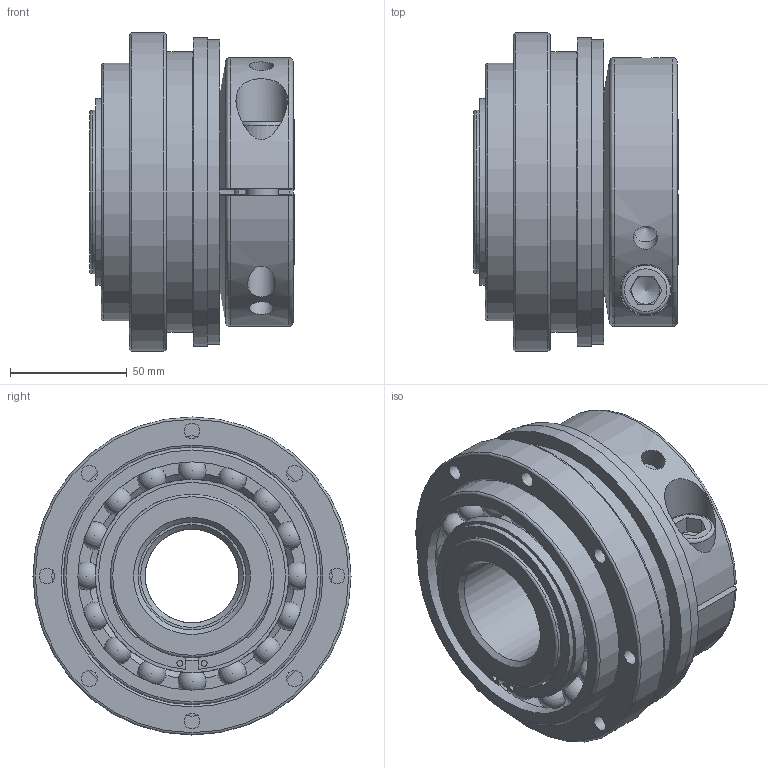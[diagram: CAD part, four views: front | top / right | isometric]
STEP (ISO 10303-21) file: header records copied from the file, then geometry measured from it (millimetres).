
FILE_DESCRIPTION( ( 'Unknown' ), '1' );
FILE_NAME( 'SKB 800.stp', 'Unknown', ( 'Unknown' ), ( 'Unknown' ), 'PSStep 10.1', 'Unknown', ' ' );
FILE_SCHEMA( ( 'AUTOMOTIVE_DESIGN { 1 0 10303 214 1 1 1 1 }' ) );
Length unit declared in the file: millimetre
Products named in the file (1): SKB 700
Bounding box: 87.5 x 136 x 136 mm (x, y, z)
Volume: 765801.6 mm3; surface area: 134377.5 mm2
Topology: 1 solids, 2 shells, 240 faces, 781 edges, 512 vertices
Faces by surface type: plane 92, cylinder 63, torus 48, cone 21, sphere 16
Full cylindrical faces by diameter (mm): 1.5 x1, 2.5 x2, 6.8 x10, 10.5 x3, 12 x1, 14 x1, 14.5 x1, 21 x1, 22 x1, 40 x1, 46 x1, 67 x1, 69.8 x1, 70 x2, 78 x1, 82.8 x2, 97.6 x2, 110 x2, 115.4 x1, 115.8 x1, 119.8 x1, 130 x1, 132 x1, 136 x1
Entity records: 11590 total; most frequent: CARTESIAN_POINT 3523, ORIENTED_EDGE 1272, DIRECTION 1214, EDGE_CURVE 636, AXIS2_PLACEMENT_3D 496, VERTEX_POINT 447, EDGE_LOOP 357, FACE_OUTER_BOUND 274
